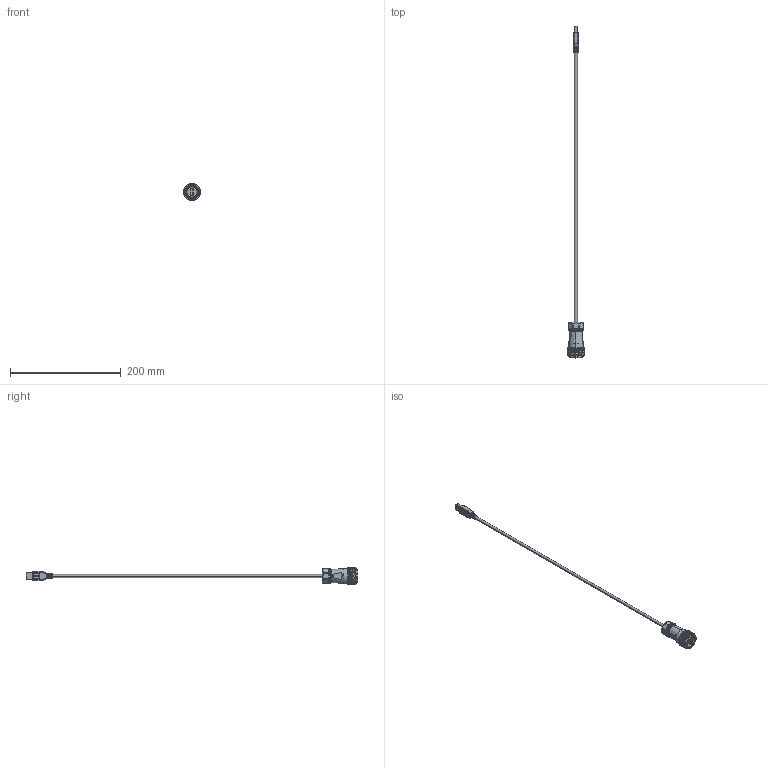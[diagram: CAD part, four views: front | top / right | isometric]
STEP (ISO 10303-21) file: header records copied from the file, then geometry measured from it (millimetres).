
FILE_DESCRIPTION((''),'2;1');
FILE_NAME('3D-SF2411-SUSB3_0_1_1_1_1_1_1','2025-07-15T13:46:46',('Administrator'),(''),'CREO PARAMETRIC BY PTC INC, 2018050','CREO PARAMETRIC BY PTC INC, 2018050','');
FILE_SCHEMA(('CONFIG_CONTROL_DESIGN'));
Length unit declared in the file: millimetre
Products named in the file (1): 3D-SF2411-SUSB3_0_1_1_1_1_1_1
Bounding box: 30.5 x 600.8 x 30.5 mm (x, y, z)
Volume: 46702.1 mm3; surface area: 22610.7 mm2
Topology: 2 solids, 2 shells, 447 faces, 1251 edges, 839 vertices
Faces by surface type: plane 209, cylinder 188, cone 34, torus 8, bspline 7, extrusion 1
Entity records: 18313 total; most frequent: CARTESIAN_POINT 7115, ORIENTED_EDGE 2498, DIRECTION 2106, EDGE_CURVE 1249, VERTEX_POINT 839, AXIS2_PLACEMENT_3D 764, VECTOR 578, LINE 577
